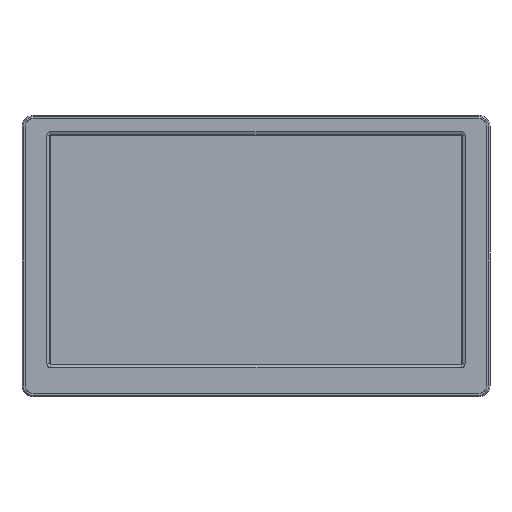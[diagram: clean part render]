
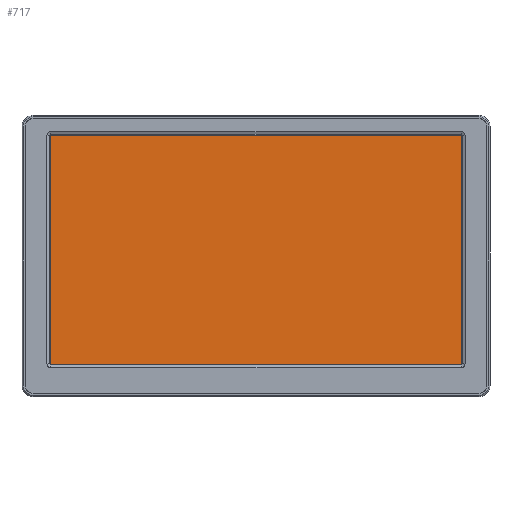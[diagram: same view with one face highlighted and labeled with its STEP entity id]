
A CAD part, top view. The second image highlights one B-rep face of the part: STEP entity #717.
In plain terms, the highlighted planar face has unit normal (0, 0, 1).
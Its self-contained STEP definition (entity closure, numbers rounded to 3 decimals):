
#32=DIRECTION('',(1.,0.,0.));
#33=VECTOR('',#32,154.21);
#34=CARTESIAN_POINT('',(-77.105,42.96,-0.225));
#35=LINE('',#34,#33);
#40=DIRECTION('',(0.,1.,0.));
#41=VECTOR('',#40,85.92);
#42=CARTESIAN_POINT('',(77.105,-42.96,-0.225));
#43=LINE('',#42,#41);
#47=DIRECTION('',(1.,0.,0.));
#48=VECTOR('',#47,154.21);
#49=CARTESIAN_POINT('',(-77.105,-42.96,-0.225));
#50=LINE('',#49,#48);
#54=DIRECTION('',(0.,1.,0.));
#55=VECTOR('',#54,85.92);
#56=CARTESIAN_POINT('',(-77.105,-42.96,-0.225));
#57=LINE('',#56,#55);
#606=CARTESIAN_POINT('',(-77.105,42.96,-0.225));
#607=CARTESIAN_POINT('',(77.105,42.96,-0.225));
#608=VERTEX_POINT('',#606);
#609=VERTEX_POINT('',#607);
#610=CARTESIAN_POINT('',(77.105,-42.96,-0.225));
#611=VERTEX_POINT('',#610);
#612=CARTESIAN_POINT('',(-77.105,-42.96,-0.225));
#613=VERTEX_POINT('',#612);
#702=CARTESIAN_POINT('',(0.,0.,-0.225));
#703=DIRECTION('',(0.,0.,1.));
#704=DIRECTION('',(1.,0.,0.));
#705=AXIS2_PLACEMENT_3D('',#702,#703,#704);
#706=PLANE('',#705);
#708=ORIENTED_EDGE('',*,*,#707,.T.);
#710=ORIENTED_EDGE('',*,*,#709,.F.);
#712=ORIENTED_EDGE('',*,*,#711,.F.);
#714=ORIENTED_EDGE('',*,*,#713,.T.);
#715=EDGE_LOOP('',(#708,#710,#712,#714));
#716=FACE_OUTER_BOUND('',#715,.F.);
#717=ADVANCED_FACE('',(#716),#706,.T.);
#707=EDGE_CURVE('',#608,#609,#35,.T.);
#709=EDGE_CURVE('',#611,#609,#43,.T.);
#711=EDGE_CURVE('',#613,#611,#50,.T.);
#713=EDGE_CURVE('',#613,#608,#57,.T.);
